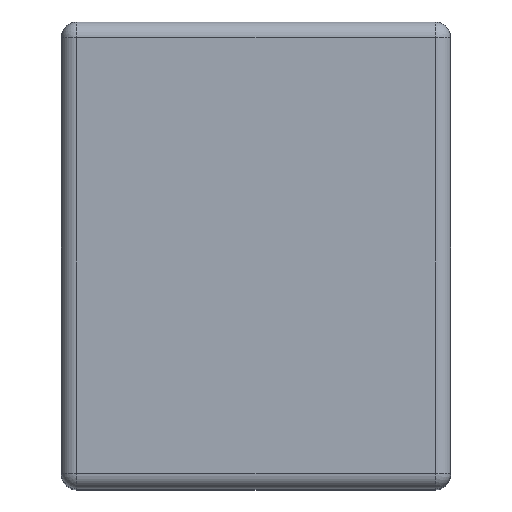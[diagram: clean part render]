
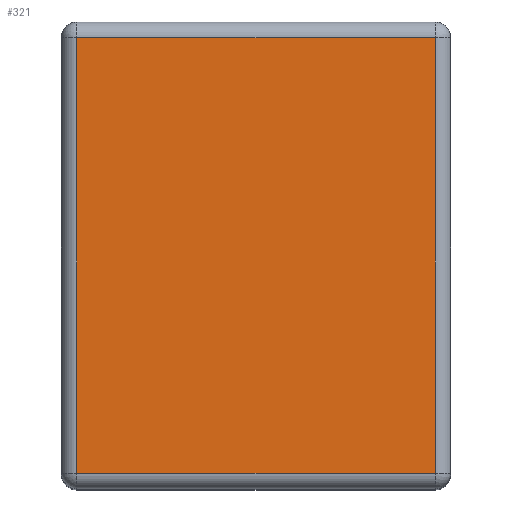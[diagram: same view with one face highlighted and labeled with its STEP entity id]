
A CAD part, top view. The second image highlights one B-rep face of the part: STEP entity #321.
In plain terms, the highlighted planar face has unit normal (0, 0, 1).
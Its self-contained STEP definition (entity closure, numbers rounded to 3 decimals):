
#15=LINE($,#529,#35);
#17=LINE($,#532,#37);
#21=LINE($,#541,#41);
#27=LINE($,#556,#47);
#35=VECTOR($,#431,8.4);
#37=VECTOR($,#435,6.9);
#41=VECTOR($,#445,8.4);
#47=VECTOR($,#461,6.9);
#71=PLANE($,#372);
#97=FACE_OUTER_BOUND($,#123,.T.);
#123=EDGE_LOOP($,(#278,#279,#280,#281));
#150=VERTEX_POINT($,#501);
#153=VERTEX_POINT($,#508);
#158=VERTEX_POINT($,#518);
#161=VERTEX_POINT($,#525);
#186=EDGE_CURVE($,#153,#161,#15,.T.);
#188=EDGE_CURVE($,#161,#158,#17,.T.);
#193=EDGE_CURVE($,#158,#150,#21,.T.);
#201=EDGE_CURVE($,#150,#153,#27,.T.);
#278=ORIENTED_EDGE($,*,*,#186,.F.);
#279=ORIENTED_EDGE($,*,*,#201,.F.);
#280=ORIENTED_EDGE($,*,*,#193,.F.);
#281=ORIENTED_EDGE($,*,*,#188,.F.);
#321=ADVANCED_FACE($,(#97),#71,.T.);
#372=AXIS2_PLACEMENT_3D($,#571,#479,#480);
#431=DIRECTION($,(0.,-1.,0.));
#435=DIRECTION($,(-1.,0.,0.));
#445=DIRECTION($,(0.,1.,0.));
#461=DIRECTION($,(1.,0.,0.));
#479=DIRECTION('center_axis',(0.,0.,1.));
#480=DIRECTION('ref_axis',(1.,0.,0.));
#501=CARTESIAN_POINT('',(-3.45,4.2,11.));
#508=CARTESIAN_POINT('',(3.45,4.2,11.));
#518=CARTESIAN_POINT('',(-3.45,-4.2,11.));
#525=CARTESIAN_POINT('',(3.45,-4.2,11.));
#529=CARTESIAN_POINT($,(3.45,1.725,11.));
#532=CARTESIAN_POINT($,(1.725,-4.2,11.));
#541=CARTESIAN_POINT($,(-3.45,-1.725,11.));
#556=CARTESIAN_POINT($,(-1.725,4.2,11.));
#571=CARTESIAN_POINT('Origin',(0.,0.,
11.));
